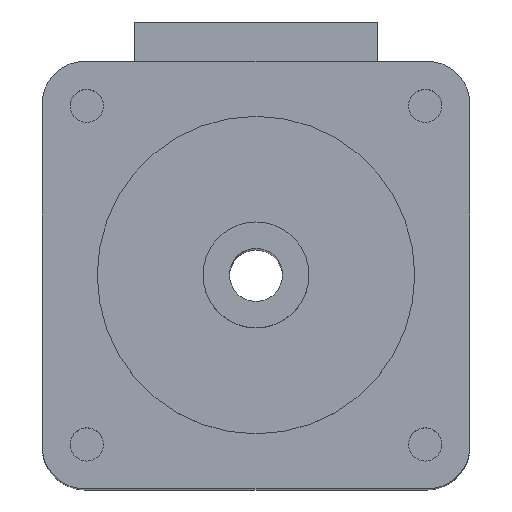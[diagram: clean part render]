
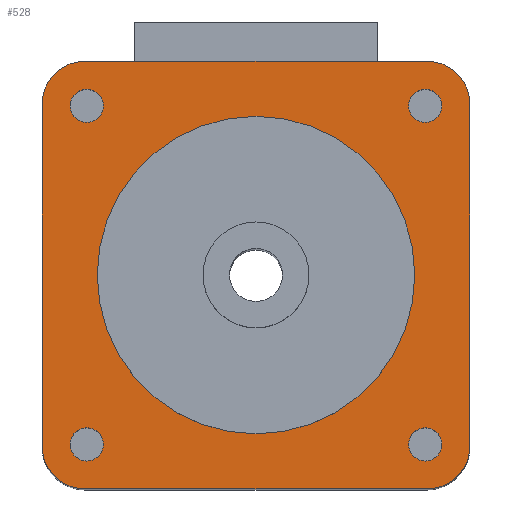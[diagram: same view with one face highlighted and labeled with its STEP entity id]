
A CAD part, top view. The second image highlights one B-rep face of the part: STEP entity #528.
In plain terms, the highlighted planar face has unit normal (0, 0, 1).
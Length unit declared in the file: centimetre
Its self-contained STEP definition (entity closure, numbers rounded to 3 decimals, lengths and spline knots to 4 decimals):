
#111=CIRCLE('',#556,0.0784);
#113=CIRCLE('',#560,0.0784);
#115=CIRCLE('',#564,0.0784);
#117=CIRCLE('',#568,0.0784);
#119=CIRCLE('',#572,0.75);
#121=CIRCLE('',#576,0.2);
#122=CIRCLE('',#578,0.2);
#123=CIRCLE('',#579,0.2);
#124=CIRCLE('',#580,0.2);
#157=VERTEX_POINT('',#765);
#159=VERTEX_POINT('',#771);
#161=VERTEX_POINT('',#777);
#163=VERTEX_POINT('',#783);
#165=VERTEX_POINT('',#789);
#168=VERTEX_POINT('',#796);
#169=VERTEX_POINT('',#798);
#170=VERTEX_POINT('',#802);
#171=VERTEX_POINT('',#804);
#172=VERTEX_POINT('',#806);
#173=VERTEX_POINT('',#808);
#174=VERTEX_POINT('',#810);
#175=VERTEX_POINT('',#812);
#199=VECTOR('',#677,1.);
#200=VECTOR('',#680,1.);
#201=VECTOR('',#683,1.);
#202=VECTOR('',#686,1.);
#229=LINE('',#801,#199);
#230=LINE('',#805,#200);
#231=LINE('',#809,#201);
#232=LINE('',#813,#202);
#264=EDGE_CURVE('',#157,#157,#111,.T.);
#266=EDGE_CURVE('',#159,#159,#113,.T.);
#268=EDGE_CURVE('',#161,#161,#115,.T.);
#270=EDGE_CURVE('',#163,#163,#117,.T.);
#272=EDGE_CURVE('',#165,#165,#119,.T.);
#275=EDGE_CURVE('',#168,#169,#121,.T.);
#277=EDGE_CURVE('',#168,#170,#229,.T.);
#278=EDGE_CURVE('',#171,#170,#122,.T.);
#279=EDGE_CURVE('',#171,#172,#230,.T.);
#280=EDGE_CURVE('',#173,#172,#123,.T.);
#281=EDGE_CURVE('',#173,#174,#231,.T.);
#282=EDGE_CURVE('',#175,#174,#124,.T.);
#283=EDGE_CURVE('',#175,#169,#232,.T.);
#354=ORIENTED_EDGE('',*,*,#264,.T.);
#355=ORIENTED_EDGE('',*,*,#266,.T.);
#356=ORIENTED_EDGE('',*,*,#268,.T.);
#357=ORIENTED_EDGE('',*,*,#270,.T.);
#358=ORIENTED_EDGE('',*,*,#272,.T.);
#359=ORIENTED_EDGE('',*,*,#275,.F.);
#360=ORIENTED_EDGE('',*,*,#277,.T.);
#361=ORIENTED_EDGE('',*,*,#278,.F.);
#362=ORIENTED_EDGE('',*,*,#279,.T.);
#363=ORIENTED_EDGE('',*,*,#280,.F.);
#364=ORIENTED_EDGE('',*,*,#281,.T.);
#365=ORIENTED_EDGE('',*,*,#282,.F.);
#366=ORIENTED_EDGE('',*,*,#283,.T.);
#443=EDGE_LOOP('',(#354));
#444=EDGE_LOOP('',(#355));
#445=EDGE_LOOP('',(#356));
#446=EDGE_LOOP('',(#357));
#447=EDGE_LOOP('',(#358));
#448=EDGE_LOOP('',(#359,#360,#361,#362,#363,#364,#365,#366));
#491=FACE_BOUND('',#443,.T.);
#492=FACE_BOUND('',#444,.T.);
#493=FACE_BOUND('',#445,.T.);
#494=FACE_BOUND('',#446,.T.);
#495=FACE_BOUND('',#447,.T.);
#496=FACE_BOUND('',#448,.T.);
#528=ADVANCED_FACE('',(#491,#492,#493,#494,#495,#496),#853,.T.);
#556=AXIS2_PLACEMENT_3D('',#764,#637,#638);
#560=AXIS2_PLACEMENT_3D('',#770,#644,#645);
#564=AXIS2_PLACEMENT_3D('',#776,#651,#652);
#568=AXIS2_PLACEMENT_3D('',#782,#658,#659);
#572=AXIS2_PLACEMENT_3D('',#788,#665,#666);
#576=AXIS2_PLACEMENT_3D('',#797,#673,#674);
#577=AXIS2_PLACEMENT_3D('',#800,#676,$);
#578=AXIS2_PLACEMENT_3D('',#803,#678,#679);
#579=AXIS2_PLACEMENT_3D('',#807,#681,#682);
#580=AXIS2_PLACEMENT_3D('',#811,#684,#685);
#637=DIRECTION('',(0.,0.,-1.));
#638=DIRECTION('',(0.,0.078,0.));
#644=DIRECTION('',(0.,0.,-1.));
#645=DIRECTION('',(0.,0.078,0.));
#651=DIRECTION('',(0.,0.,-1.));
#652=DIRECTION('',(0.,0.078,0.));
#658=DIRECTION('',(0.,0.,-1.));
#659=DIRECTION('',(0.,0.078,0.));
#665=DIRECTION('',(0.,0.,-1.));
#666=DIRECTION('',(0.75,0.,0.));
#673=DIRECTION('',(0.,0.,-1.));
#674=DIRECTION('',(-0.141,-0.141,0.));
#676=DIRECTION('',(0.,0.,1.));
#677=DIRECTION('',(1.,0.,0.));
#678=DIRECTION('',(0.,0.,-1.));
#679=DIRECTION('',(0.141,-0.141,0.));
#680=DIRECTION('',(0.,1.,0.));
#681=DIRECTION('',(0.,0.,-1.));
#682=DIRECTION('',(0.141,0.141,0.));
#683=DIRECTION('',(-1.,0.,0.));
#684=DIRECTION('',(0.,0.,-1.));
#685=DIRECTION('',(-0.141,0.141,0.));
#686=DIRECTION('',(0.,-1.,0.));
#764=CARTESIAN_POINT('',(0.8,-0.8,0.));
#765=CARTESIAN_POINT('',(0.8,-0.7217,0.));
#770=CARTESIAN_POINT('',(0.8,0.8,0.));
#771=CARTESIAN_POINT('',(0.8,0.8783,0.));
#776=CARTESIAN_POINT('',(-0.8,-0.8,0.));
#777=CARTESIAN_POINT('',(-0.8,-0.7217,0.));
#782=CARTESIAN_POINT('',(-0.8,0.8,0.));
#783=CARTESIAN_POINT('',(-0.8,0.8783,0.));
#788=CARTESIAN_POINT('',(0.,0.,0.));
#789=CARTESIAN_POINT('',(0.75,0.,0.));
#796=CARTESIAN_POINT('',(-0.81,-1.01,0.));
#797=CARTESIAN_POINT('',(-0.81,-0.81,0.));
#798=CARTESIAN_POINT('',(-1.01,-0.81,0.));
#800=CARTESIAN_POINT('',(0.,0.,0.));
#801=CARTESIAN_POINT('',(-1.01,-1.01,0.));
#802=CARTESIAN_POINT('',(0.81,-1.01,0.));
#803=CARTESIAN_POINT('',(0.81,-0.81,0.));
#804=CARTESIAN_POINT('',(1.01,-0.81,0.));
#805=CARTESIAN_POINT('',(1.01,-1.01,0.));
#806=CARTESIAN_POINT('',(1.01,0.81,0.));
#807=CARTESIAN_POINT('',(0.81,0.81,0.));
#808=CARTESIAN_POINT('',(0.81,1.01,0.));
#809=CARTESIAN_POINT('',(1.01,1.01,0.));
#810=CARTESIAN_POINT('',(-0.81,1.01,0.));
#811=CARTESIAN_POINT('',(-0.81,0.81,0.));
#812=CARTESIAN_POINT('',(-1.01,0.81,0.));
#813=CARTESIAN_POINT('',(-1.01,1.01,0.));
#853=PLANE('',#577);
